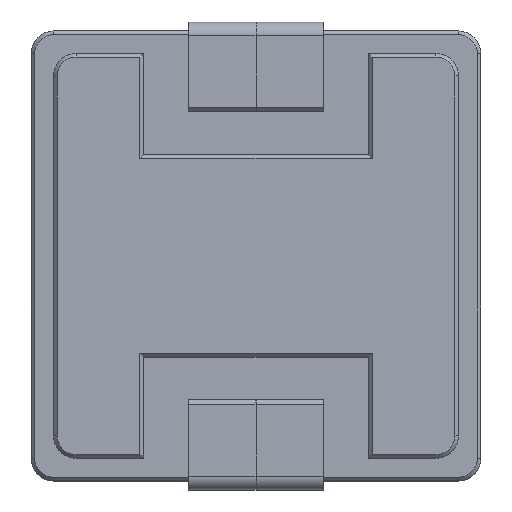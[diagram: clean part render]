
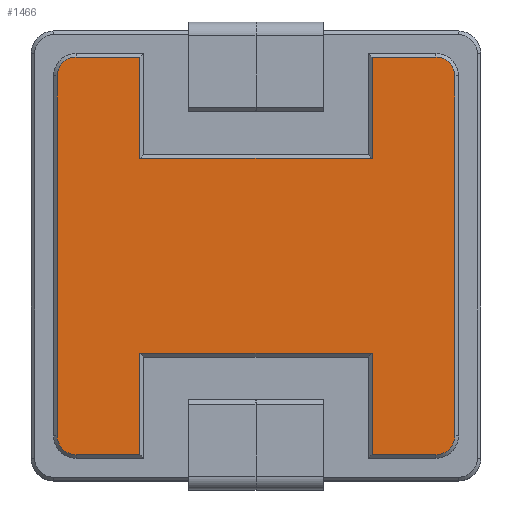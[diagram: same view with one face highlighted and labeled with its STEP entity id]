
A CAD part, top view. The second image highlights one B-rep face of the part: STEP entity #1466.
In plain terms, the highlighted planar face has unit normal (0, 0, 1).
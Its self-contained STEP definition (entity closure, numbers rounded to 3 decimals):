
#33 = VECTOR ( 'NONE', #610, 1000. ) ;
#73 = LINE ( 'NONE', #1999, #285 ) ;
#81 = VERTEX_POINT ( 'NONE', #608 ) ;
#82 = CARTESIAN_POINT ( 'NONE',  ( -4.42, -4.5, 3.7 ) ) ;
#191 = VERTEX_POINT ( 'NONE', #2877 ) ;
#208 = VERTEX_POINT ( 'NONE', #1494 ) ;
#252 = EDGE_CURVE ( 'NONE', #2774, #2448, #601, .T. ) ;
#260 = VECTOR ( 'NONE', #2662, 1000. ) ;
#279 = CARTESIAN_POINT ( 'NONE',  ( -2.5, -4.42, 3.7 ) ) ;
#284 = VERTEX_POINT ( 'NONE', #1304 ) ;
#285 = VECTOR ( 'NONE', #1174, 1000. ) ;
#303 = LINE ( 'NONE', #2473, #33 ) ;
#358 = CARTESIAN_POINT ( 'NONE',  ( 4., 4., 3.7 ) ) ;
#371 = VERTEX_POINT ( 'NONE', #787 ) ;
#382 = VERTEX_POINT ( 'NONE', #1361 ) ;
#402 = CARTESIAN_POINT ( 'NONE',  ( 0., 0., 3.7 ) ) ;
#452 = EDGE_CURVE ( 'NONE', #2099, #191, #3601, .T. ) ;
#487 = VERTEX_POINT ( 'NONE', #1834 ) ;
#495 = AXIS2_PLACEMENT_3D ( 'NONE', #3071, #1412, #563 ) ;
#498 = ORIENTED_EDGE ( 'NONE', *, *, #1150, .F. ) ;
#513 = CARTESIAN_POINT ( 'NONE',  ( -4.42, -4., 3.7 ) ) ;
#545 = LINE ( 'NONE', #1654, #260 ) ;
#563 = DIRECTION ( 'NONE',  ( -1., 0., 0. ) ) ;
#574 = ORIENTED_EDGE ( 'NONE', *, *, #3475, .F. ) ;
#587 = CARTESIAN_POINT ( 'NONE',  ( -2.5, 2.17, 3.7 ) ) ;
#601 = CIRCLE ( 'NONE', #2651, 0.42 ) ;
#608 = CARTESIAN_POINT ( 'NONE',  ( -2.58, 4.42, 3.7 ) ) ;
#610 = DIRECTION ( 'NONE',  ( 0., -1., 0. ) ) ;
#631 = CARTESIAN_POINT ( 'NONE',  ( -4.42, 4., 3.7 ) ) ;
#645 = DIRECTION ( 'NONE',  ( 0., 1., 0. ) ) ;
#695 = EDGE_CURVE ( 'NONE', #2212, #487, #2765, .T. ) ;
#706 = DIRECTION ( 'NONE',  ( 0., 0., -1. ) ) ;
#712 = VERTEX_POINT ( 'NONE', #2256 ) ;
#733 = VECTOR ( 'NONE', #2051, 1000. ) ;
#744 = DIRECTION ( 'NONE',  ( 1., 0., 0. ) ) ;
#787 = CARTESIAN_POINT ( 'NONE',  ( -2.58, -2.17, 3.7 ) ) ;
#788 = EDGE_CURVE ( 'NONE', #382, #2774, #2571, .T. ) ;
#795 = ORIENTED_EDGE ( 'NONE', *, *, #2980, .F. ) ;
#820 = DIRECTION ( 'NONE',  ( 0., 1., 0. ) ) ;
#878 = EDGE_CURVE ( 'NONE', #371, #208, #3258, .T. ) ;
#890 = CARTESIAN_POINT ( 'NONE',  ( 4.42, 4.5, 3.7 ) ) ;
#910 = LINE ( 'NONE', #890, #1405 ) ;
#931 = CARTESIAN_POINT ( 'NONE',  ( 2.5, 4.42, 3.7 ) ) ;
#946 = CARTESIAN_POINT ( 'NONE',  ( -4., -4., 3.7 ) ) ;
#965 = CIRCLE ( 'NONE', #2257, 0.42 ) ;
#1036 = ORIENTED_EDGE ( 'NONE', *, *, #2428, .F. ) ;
#1053 = EDGE_CURVE ( 'NONE', #81, #2099, #303, .T. ) ;
#1092 = CARTESIAN_POINT ( 'NONE',  ( 2.58, -2.17, 3.7 ) ) ;
#1104 = DIRECTION ( 'NONE',  ( 1., 0., 0. ) ) ;
#1116 = ORIENTED_EDGE ( 'NONE', *, *, #1202, .F. ) ;
#1150 = EDGE_CURVE ( 'NONE', #2841, #3305, #2962, .T. ) ;
#1158 = CARTESIAN_POINT ( 'NONE',  ( 4., 4.42, 3.7 ) ) ;
#1174 = DIRECTION ( 'NONE',  ( -1., 0., 0. ) ) ;
#1202 = EDGE_CURVE ( 'NONE', #1305, #2841, #545, .T. ) ;
#1232 = FACE_OUTER_BOUND ( 'NONE', #3589, .T. ) ;
#1261 = ORIENTED_EDGE ( 'NONE', *, *, #2032, .F. ) ;
#1304 = CARTESIAN_POINT ( 'NONE',  ( 4.42, -4., 3.7 ) ) ;
#1305 = VERTEX_POINT ( 'NONE', #3089 ) ;
#1310 = ORIENTED_EDGE ( 'NONE', *, *, #695, .F. ) ;
#1333 = LINE ( 'NONE', #2416, #3407 ) ;
#1361 = CARTESIAN_POINT ( 'NONE',  ( 2.58, 4.42, 3.7 ) ) ;
#1369 = ORIENTED_EDGE ( 'NONE', *, *, #878, .F. ) ;
#1375 = AXIS2_PLACEMENT_3D ( 'NONE', #402, #1574, #2071 ) ;
#1401 = DIRECTION ( 'NONE',  ( -1., 0., 0. ) ) ;
#1405 = VECTOR ( 'NONE', #2294, 1000. ) ;
#1412 = DIRECTION ( 'NONE',  ( 0., 0., -1. ) ) ;
#1466 = ADVANCED_FACE ( 'NONE', ( #1232 ), #1855, .F. ) ;
#1476 = DIRECTION ( 'NONE',  ( 0., 0., -1. ) ) ;
#1494 = CARTESIAN_POINT ( 'NONE',  ( -2.58, -4.42, 3.7 ) ) ;
#1517 = LINE ( 'NONE', #2885, #733 ) ;
#1574 = DIRECTION ( 'NONE',  ( 0., 0., -1. ) ) ;
#1609 = VECTOR ( 'NONE', #2103, 1000. ) ;
#1614 = VECTOR ( 'NONE', #820, 1000. ) ;
#1654 = CARTESIAN_POINT ( 'NONE',  ( 4.5, -4.42, 3.7 ) ) ;
#1725 = VECTOR ( 'NONE', #2086, 1000. ) ;
#1802 = EDGE_CURVE ( 'NONE', #712, #2724, #965, .T. ) ;
#1823 = EDGE_CURVE ( 'NONE', #284, #1305, #2317, .T. ) ;
#1834 = CARTESIAN_POINT ( 'NONE',  ( -4., 4.42, 3.7 ) ) ;
#1849 = DIRECTION ( 'NONE',  ( -1., 0., 0. ) ) ;
#1855 = PLANE ( 'NONE',  #1375 ) ;
#1891 = EDGE_CURVE ( 'NONE', #191, #382, #1517, .T. ) ;
#1914 = VECTOR ( 'NONE', #1401, 1000. ) ;
#1999 = CARTESIAN_POINT ( 'NONE',  ( 0., -2.17, 3.7 ) ) ;
#2032 = EDGE_CURVE ( 'NONE', #487, #81, #1333, .T. ) ;
#2041 = ORIENTED_EDGE ( 'NONE', *, *, #452, .F. ) ;
#2051 = DIRECTION ( 'NONE',  ( 0., 1., 0. ) ) ;
#2071 = DIRECTION ( 'NONE',  ( -1., 0., 0. ) ) ;
#2073 = VECTOR ( 'NONE', #1104, 1000. ) ;
#2086 = DIRECTION ( 'NONE',  ( 1., 0., 0. ) ) ;
#2099 = VERTEX_POINT ( 'NONE', #3325 ) ;
#2103 = DIRECTION ( 'NONE',  ( 0., -1., 0. ) ) ;
#2123 = CARTESIAN_POINT ( 'NONE',  ( -2.58, 0., 3.7 ) ) ;
#2157 = ORIENTED_EDGE ( 'NONE', *, *, #1823, .F. ) ;
#2212 = VERTEX_POINT ( 'NONE', #631 ) ;
#2256 = CARTESIAN_POINT ( 'NONE',  ( -4., -4.42, 3.7 ) ) ;
#2257 = AXIS2_PLACEMENT_3D ( 'NONE', #946, #706, #1849 ) ;
#2274 = ORIENTED_EDGE ( 'NONE', *, *, #2976, .F. ) ;
#2294 = DIRECTION ( 'NONE',  ( 0., -1., 0. ) ) ;
#2317 = CIRCLE ( 'NONE', #2493, 0.42 ) ;
#2416 = CARTESIAN_POINT ( 'NONE',  ( -4.5, 4.42, 3.7 ) ) ;
#2428 = EDGE_CURVE ( 'NONE', #208, #712, #2788, .T. ) ;
#2448 = VERTEX_POINT ( 'NONE', #3427 ) ;
#2452 = ORIENTED_EDGE ( 'NONE', *, *, #1053, .F. ) ;
#2473 = CARTESIAN_POINT ( 'NONE',  ( -2.58, 0., 3.7 ) ) ;
#2493 = AXIS2_PLACEMENT_3D ( 'NONE', #2599, #3172, #2935 ) ;
#2547 = ORIENTED_EDGE ( 'NONE', *, *, #788, .F. ) ;
#2571 = LINE ( 'NONE', #931, #1725 ) ;
#2573 = CARTESIAN_POINT ( 'NONE',  ( 2.58, -4.42, 3.7 ) ) ;
#2599 = CARTESIAN_POINT ( 'NONE',  ( 4., -4., 3.7 ) ) ;
#2611 = DIRECTION ( 'NONE',  ( 0., 1., 0. ) ) ;
#2651 = AXIS2_PLACEMENT_3D ( 'NONE', #358, #1476, #2611 ) ;
#2662 = DIRECTION ( 'NONE',  ( -1., 0., 0. ) ) ;
#2689 = VECTOR ( 'NONE', #645, 1000. ) ;
#2724 = VERTEX_POINT ( 'NONE', #513 ) ;
#2765 = CIRCLE ( 'NONE', #495, 0.42 ) ;
#2774 = VERTEX_POINT ( 'NONE', #1158 ) ;
#2788 = LINE ( 'NONE', #279, #1914 ) ;
#2841 = VERTEX_POINT ( 'NONE', #2573 ) ;
#2877 = CARTESIAN_POINT ( 'NONE',  ( 2.58, 2.17, 3.7 ) ) ;
#2885 = CARTESIAN_POINT ( 'NONE',  ( 2.58, 2.25, 3.7 ) ) ;
#2898 = LINE ( 'NONE', #82, #2689 ) ;
#2935 = DIRECTION ( 'NONE',  ( 0., 1., 0. ) ) ;
#2962 = LINE ( 'NONE', #3034, #1614 ) ;
#2976 = EDGE_CURVE ( 'NONE', #3305, #371, #73, .T. ) ;
#2980 = EDGE_CURVE ( 'NONE', #2448, #284, #910, .T. ) ;
#3034 = CARTESIAN_POINT ( 'NONE',  ( 2.58, -4.5, 3.7 ) ) ;
#3039 = ORIENTED_EDGE ( 'NONE', *, *, #1802, .F. ) ;
#3071 = CARTESIAN_POINT ( 'NONE',  ( -4., 4., 3.7 ) ) ;
#3089 = CARTESIAN_POINT ( 'NONE',  ( 4., -4.42, 3.7 ) ) ;
#3172 = DIRECTION ( 'NONE',  ( 0., 0., -1. ) ) ;
#3258 = LINE ( 'NONE', #2123, #1609 ) ;
#3305 = VERTEX_POINT ( 'NONE', #1092 ) ;
#3325 = CARTESIAN_POINT ( 'NONE',  ( -2.58, 2.17, 3.7 ) ) ;
#3341 = ORIENTED_EDGE ( 'NONE', *, *, #252, .F. ) ;
#3389 = ORIENTED_EDGE ( 'NONE', *, *, #1891, .F. ) ;
#3407 = VECTOR ( 'NONE', #744, 1000. ) ;
#3427 = CARTESIAN_POINT ( 'NONE',  ( 4.42, 4., 3.7 ) ) ;
#3475 = EDGE_CURVE ( 'NONE', #2724, #2212, #2898, .T. ) ;
#3589 = EDGE_LOOP ( 'NONE', ( #498, #1116, #2157, #795, #3341, #2547, #3389, #2041, #2452, #1261, #1310, #574, #3039, #1036, #1369, #2274 ) ) ;
#3601 = LINE ( 'NONE', #587, #2073 ) ;
